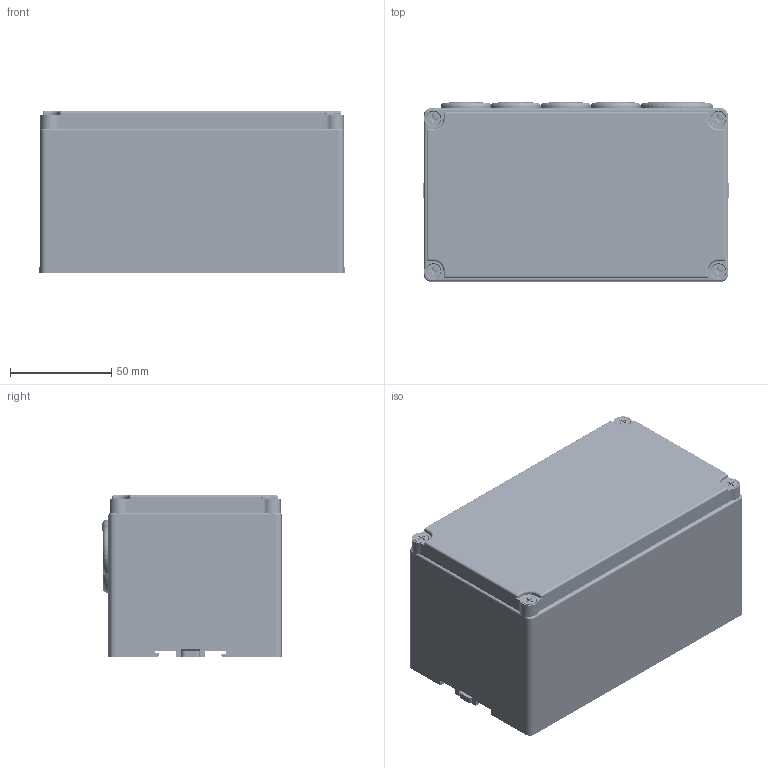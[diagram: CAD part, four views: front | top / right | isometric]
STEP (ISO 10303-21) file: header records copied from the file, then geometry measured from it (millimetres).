
FILE_DESCRIPTION(/* description */ (''),/* implementation_level */ '2;1');
FILE_NAME(/* name */ '',/* time_stamp */ '2023-01-04T14:22:56+08:00',/* author */ (''),/* organization */ (''),/* preprocessor_version */ 'ST-DEVELOPER v14',/* originating_system */ 'SIEMENS PLM Software NX 8.0',/* authorisation */ '');
FILE_SCHEMA (('AUTOMOTIVE_DESIGN { 1 0 10303 214 3 1 1 1 }'));
Products named in the file (1): Admi1B8CC695xpvh
Bounding box: 151.4 x 88.49 x 80 mm (x, y, z)
Volume: 437598.1 mm3; surface area: 182423.3 mm2
Topology: 9 solids, 18 shells, 4089 faces, 11384 edges, 7556 vertices
Faces by surface type: plane 3371, cylinder 639, cone 32, bspline 21, torus 18, sphere 8
Full cylindrical faces by diameter (mm): 1.168 x102, 1.178 x34, 2.3 x2, 2.8 x1, 3 x1, 3.2 x1, 4.2 x4, 5 x4, 5.548 x6, 6 x8, 7.1 x4, 18 x4, 20 x3, 29 x1
Entity records: 194480 total; most frequent: CARTESIAN_POINT 67875, ORIENTED_EDGE 22286, DIRECTION 20579, EDGE_CURVE 11143, LINE 9589, VECTOR 9589, VERTEX_POINT 7520, AXIS2_PLACEMENT_3D 5495
